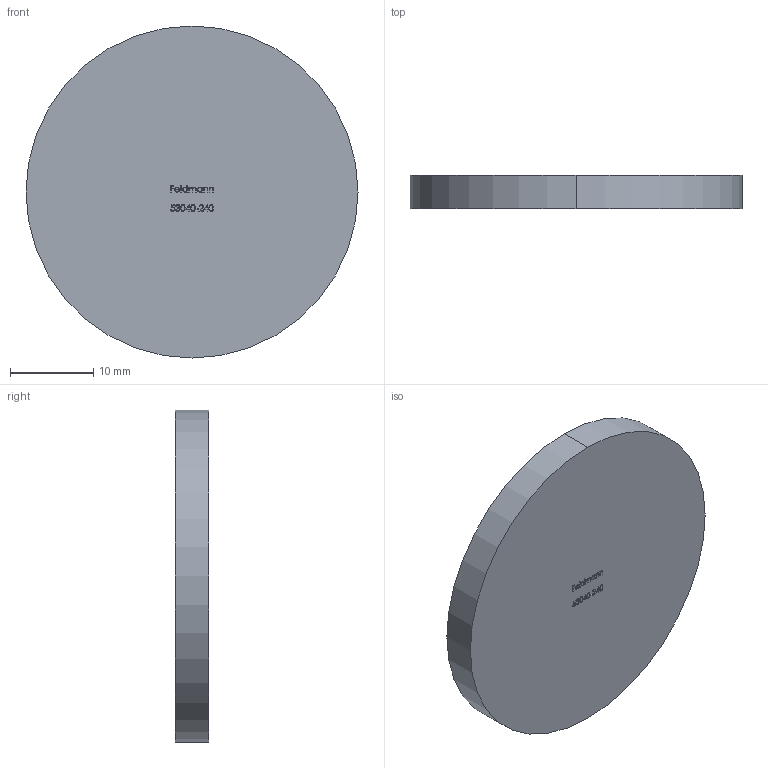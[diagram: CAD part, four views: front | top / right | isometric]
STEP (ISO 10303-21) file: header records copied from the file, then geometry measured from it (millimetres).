
FILE_DESCRIPTION (( 'STEP AP203' ), '1' );
FILE_NAME ('53040-240.step', '2020-10-16T11:31:19', ( '' ), ( '' ), 'SwSTEP 2.0', 'SolidWorks 2018', '' );
FILE_SCHEMA (( 'CONFIG_CONTROL_DESIGN' ));
Length unit declared in the file: millimetre
Products named in the file (2): 53040-240
Bounding box: 40 x 4 x 40 mm (x, y, z)
Volume: 5026.3 mm3; surface area: 3021.8 mm2
Topology: 1 solids, 1 shells, 231 faces, 612 edges, 408 vertices
Faces by surface type: plane 126, bspline 103, cylinder 2
Entity records: 13163 total; most frequent: CARTESIAN_POINT 7972, ORIENTED_EDGE 1224, DIRECTION 670, EDGE_CURVE 612, VERTEX_POINT 408, LINE 402, VECTOR 402, EDGE_LOOP 256
